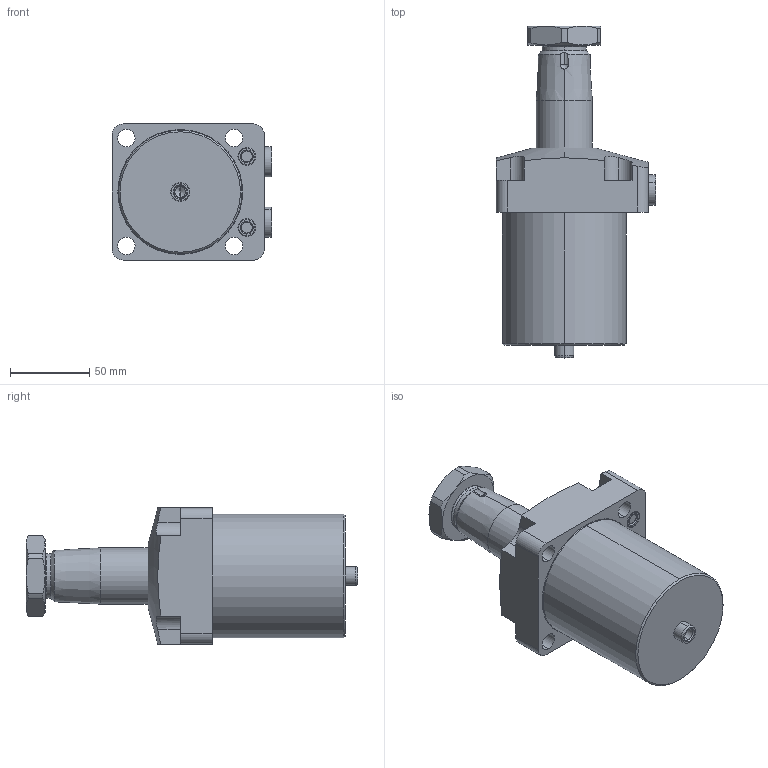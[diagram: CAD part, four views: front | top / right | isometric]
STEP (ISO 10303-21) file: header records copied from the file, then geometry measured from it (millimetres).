
FILE_DESCRIPTION (( 'STEP AP203' ), '1' );
FILE_NAME ('HCTU16-LE.STEP', '2019-10-14T06:11:52', ( '微软用户' ), ( '微软中国' ), 'SwSTEP 2.0', 'SolidWorks 2012', '' );
FILE_SCHEMA (( 'CONFIG_CONTROL_DESIGN' ));
Length unit declared in the file: millimetre
Products named in the file (5): HCTU16-E活塞杆_______; HCTU16-E掛极_______; HCTU16-E蹟譫_______; HCTU16-E黑芛_______; HCTU16-LE
Assembly tree (5 placements, depth 2):
  HCTU16-LE
    HCTU16-E掛极_______
    HCTU16-E活塞杆_______
    HCTU16-E蹟譫_______
    HCTU16-E黑芛_______  x2
Bounding box: 100.8 x 209.5 x 86 mm (x, y, z)
Volume: 732313.1 mm3; surface area: 83582.7 mm2
Topology: 5 solids, 7 shells, 221 faces, 505 edges, 313 vertices
Faces by surface type: cylinder 81, plane 71, cone 46, torus 22, sphere 1
Entity records: 6582 total; most frequent: CARTESIAN_POINT 1416, DIRECTION 1040, ORIENTED_EDGE 912, EDGE_CURVE 456, AXIS2_PLACEMENT_3D 430, VERTEX_POINT 285, EDGE_LOOP 231, CIRCLE 223
